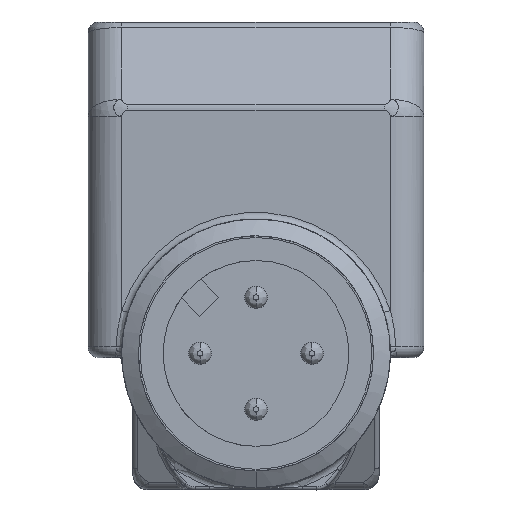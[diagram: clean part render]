
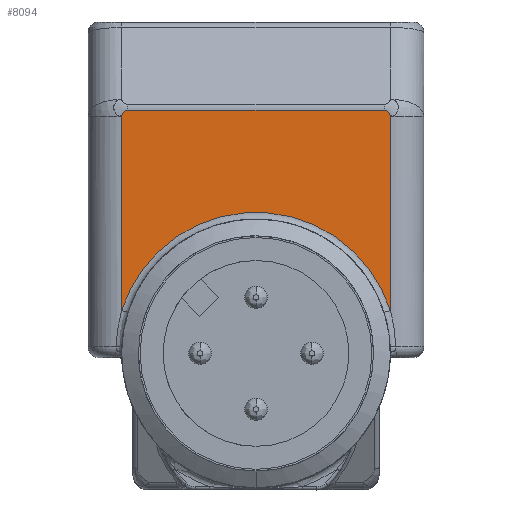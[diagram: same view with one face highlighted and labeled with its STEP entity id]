
A CAD part, front view. The second image highlights one B-rep face of the part: STEP entity #8094.
In plain terms, the highlighted planar face has unit normal (0, -1, 0).
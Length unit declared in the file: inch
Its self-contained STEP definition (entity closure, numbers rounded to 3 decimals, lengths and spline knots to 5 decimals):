
#375=DIRECTION('',(0.,0.,-1.));
#376=VECTOR('',#375,0.34162);
#377=CARTESIAN_POINT('',(-0.23622,-0.67913,
0.1574));
#378=LINE('',#377,#376);
#388=CARTESIAN_POINT('',(-0.23622,-0.67913,
0.1574));
#389=CARTESIAN_POINT('',(-0.23608,-0.67913,
0.16249));
#390=CARTESIAN_POINT('',(-0.23076,-0.67913,
0.16795));
#391=CARTESIAN_POINT('',(-0.22567,-0.67913,
0.16795));
#393=CARTESIAN_POINT('',(0.23622,-0.67913,
0.1574));
#394=CARTESIAN_POINT('',(0.23608,-0.67913,
0.16249));
#395=CARTESIAN_POINT('',(0.23076,-0.67913,
0.16795));
#396=CARTESIAN_POINT('',(0.22567,-0.67913,
0.16795));
#402=DIRECTION('',(0.,0.,1.));
#403=VECTOR('',#402,0.34162);
#404=CARTESIAN_POINT('',(0.23622,-0.67913,
-0.18422));
#405=LINE('',#404,#403);
#3580=CARTESIAN_POINT('',(-0.23622,-0.67913,
-0.18422));
#3600=CARTESIAN_POINT('',(0.,-0.67913,-0.25984));
#3601=DIRECTION('',(0.,-1.,0.));
#3602=DIRECTION('',(0.952,0.,0.305));
#3603=AXIS2_PLACEMENT_3D('',#3600,#3601,#3602);
#5633=DIRECTION('',(-1.,0.,0.));
#5634=VECTOR('',#5633,0.45134);
#5635=CARTESIAN_POINT('',(0.22567,-0.67913,
0.16795));
#5636=LINE('',#5635,#5634);
#6798=VERTEX_POINT('',#393);
#6799=VERTEX_POINT('',#396);
#6805=CARTESIAN_POINT('',(-0.22567,-0.67913,
0.16795));
#6806=VERTEX_POINT('',#6805);
#6807=VERTEX_POINT('',#388);
#7420=VERTEX_POINT('',#3580);
#7424=CARTESIAN_POINT('',(0.23622,-0.67913,
-0.18422));
#7425=VERTEX_POINT('',#7424);
#8076=CARTESIAN_POINT('',(-0.29528,-0.67913,
0.01969));
#8077=DIRECTION('',(0.,-1.,0.));
#8078=DIRECTION('',(1.,0.,0.));
#8079=AXIS2_PLACEMENT_3D('',#8076,#8077,#8078);
#8080=PLANE('',#8079);
#8082=ORIENTED_EDGE('',*,*,#8081,.F.);
#8084=ORIENTED_EDGE('',*,*,#8083,.T.);
#8085=ORIENTED_EDGE('',*,*,#8064,.F.);
#8087=ORIENTED_EDGE('',*,*,#8086,.T.);
#8089=ORIENTED_EDGE('',*,*,#8088,.F.);
#8091=ORIENTED_EDGE('',*,*,#8090,.F.);
#8092=EDGE_LOOP('',(#8082,#8084,#8085,#8087,#8089,#8091));
#8093=FACE_OUTER_BOUND('',#8092,.F.);
#8094=ADVANCED_FACE('',(#8093),#8080,.T.);
#392=B_SPLINE_CURVE_WITH_KNOTS('',3,(#388,#389,#390,#391),.UNSPECIFIED.,.F.,.F.,
(4,4),(0.,1.),.UNSPECIFIED.);
#397=B_SPLINE_CURVE_WITH_KNOTS('',3,(#393,#394,#395,#396),.UNSPECIFIED.,.F.,.F.,
(4,4),(0.,1.),.UNSPECIFIED.);
#3604=CIRCLE('',#3603,0.24803);
#8064=EDGE_CURVE('',#6807,#7420,#378,.T.);
#8081=EDGE_CURVE('',#7425,#6798,#405,.T.);
#8083=EDGE_CURVE('',#7425,#7420,#3604,.T.);
#8086=EDGE_CURVE('',#6807,#6806,#392,.T.);
#8088=EDGE_CURVE('',#6799,#6806,#5636,.T.);
#8090=EDGE_CURVE('',#6798,#6799,#397,.T.);
